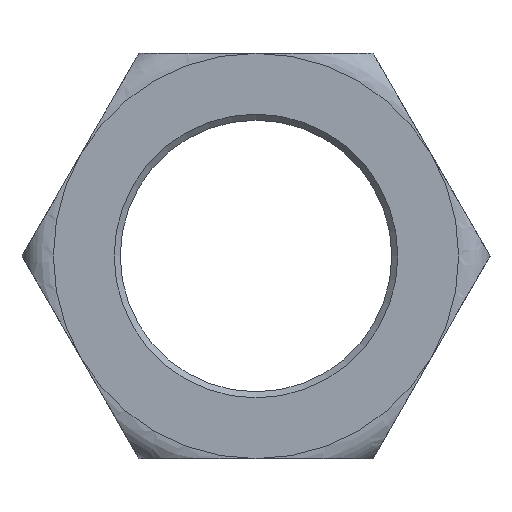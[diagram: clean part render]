
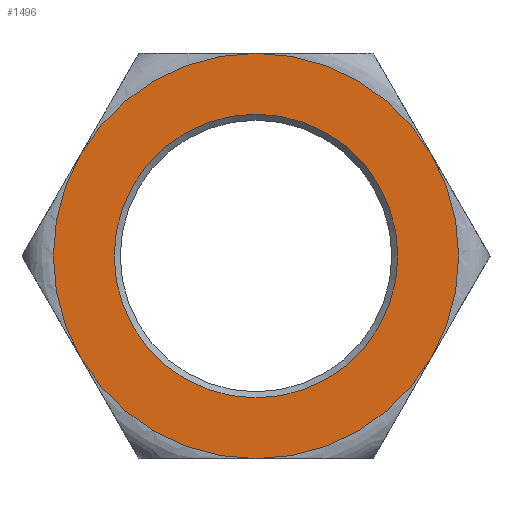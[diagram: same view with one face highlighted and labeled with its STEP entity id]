
A CAD part, front view. The second image highlights one B-rep face of the part: STEP entity #1496.
In plain terms, the highlighted planar face has unit normal (0, -1, 0).
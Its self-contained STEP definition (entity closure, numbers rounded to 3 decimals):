
#25 = ORIENTED_EDGE ( 'NONE', *, *, #1137, .F. ) ;
#29 = AXIS2_PLACEMENT_3D ( 'NONE', #1201, #820, #117 ) ;
#32 = EDGE_CURVE ( 'NONE', #1379, #1465, #1096, .T. ) ;
#76 = CARTESIAN_POINT ( 'NONE',  ( 86.603, -56., -50. ) ) ;
#86 = DIRECTION ( 'NONE',  ( 1., 0., 0. ) ) ;
#117 = DIRECTION ( 'NONE',  ( 1., 0., 0. ) ) ;
#148 = ORIENTED_EDGE ( 'NONE', *, *, #1074, .F. ) ;
#163 = AXIS2_PLACEMENT_3D ( 'NONE', #1192, #347, #702 ) ;
#169 = CARTESIAN_POINT ( 'NONE',  ( 0., -56., 0. ) ) ;
#178 = VERTEX_POINT ( 'NONE', #1535 ) ;
#185 = VERTEX_POINT ( 'NONE', #1463 ) ;
#202 = CARTESIAN_POINT ( 'NONE',  ( 57.735, -56., -100. ) ) ;
#215 = ORIENTED_EDGE ( 'NONE', *, *, #1556, .F. ) ;
#225 = LINE ( 'NONE', #240, #1443 ) ;
#240 = CARTESIAN_POINT ( 'NONE',  ( -115.47, -56., 0. ) ) ;
#252 = AXIS2_PLACEMENT_3D ( 'NONE', #346, #1328, #1199 ) ;
#268 = EDGE_CURVE ( 'NONE', #1465, #320, #1023, .T. ) ;
#281 = AXIS2_PLACEMENT_3D ( 'NONE', #169, #1405, #1259 ) ;
#318 = CARTESIAN_POINT ( 'NONE',  ( 86.603, -56., 50. ) ) ;
#320 = VERTEX_POINT ( 'NONE', #1505 ) ;
#334 = AXIS2_PLACEMENT_3D ( 'NONE', #908, #1269, #1311 ) ;
#346 = CARTESIAN_POINT ( 'NONE',  ( 0., -56., 0. ) ) ;
#347 = DIRECTION ( 'NONE',  ( 0., 1., 0. ) ) ;
#349 = EDGE_CURVE ( 'NONE', #1000, #1473, #1055, .T. ) ;
#371 = DIRECTION ( 'NONE',  ( 0.5, 0., -0.866 ) ) ;
#385 = CARTESIAN_POINT ( 'NONE',  ( 115.47, -56., 0. ) ) ;
#391 = CIRCLE ( 'NONE', #29, 100. ) ;
#439 = CARTESIAN_POINT ( 'NONE',  ( 0., -56., 0. ) ) ;
#441 = AXIS2_PLACEMENT_3D ( 'NONE', #439, #1175, #86 ) ;
#443 = VERTEX_POINT ( 'NONE', #1245 ) ;
#478 = CARTESIAN_POINT ( 'NONE',  ( -86.603, -56., 50. ) ) ;
#516 = CARTESIAN_POINT ( 'NONE',  ( 86.603, -56., -50. ) ) ;
#539 = CIRCLE ( 'NONE', #334, 100. ) ;
#565 = CIRCLE ( 'NONE', #441, 100. ) ;
#605 = ORIENTED_EDGE ( 'NONE', *, *, #268, .F. ) ;
#613 = ORIENTED_EDGE ( 'NONE', *, *, #1185, .F. ) ;
#661 = AXIS2_PLACEMENT_3D ( 'NONE', #1394, #1031, #1591 ) ;
#690 = CIRCLE ( 'NONE', #163, 100. ) ;
#702 = DIRECTION ( 'NONE',  ( 1., 0., 0. ) ) ;
#710 = CARTESIAN_POINT ( 'NONE',  ( 0., -56., 0. ) ) ;
#711 = VERTEX_POINT ( 'NONE', #1109 ) ;
#720 = CIRCLE ( 'NONE', #1024, 100. ) ;
#730 = ORIENTED_EDGE ( 'NONE', *, *, #1167, .F. ) ;
#738 = DIRECTION ( 'NONE',  ( 1., 0., 0. ) ) ;
#765 = VECTOR ( 'NONE', #1486, 1000. ) ;
#781 = CARTESIAN_POINT ( 'NONE',  ( -57.735, -56., 100. ) ) ;
#799 = DIRECTION ( 'NONE',  ( -1., 0., 0. ) ) ;
#819 = ORIENTED_EDGE ( 'NONE', *, *, #1145, .F. ) ;
#820 = DIRECTION ( 'NONE',  ( 0., 1., 0. ) ) ;
#846 = DIRECTION ( 'NONE',  ( 0.5, 0., 0.866 ) ) ;
#855 = CARTESIAN_POINT ( 'NONE',  ( 0., -56., 100. ) ) ;
#859 = ORIENTED_EDGE ( 'NONE', *, *, #1599, .F. ) ;
#892 = ORIENTED_EDGE ( 'NONE', *, *, #349, .F. ) ;
#908 = CARTESIAN_POINT ( 'NONE',  ( 0., -56., 0. ) ) ;
#913 = VECTOR ( 'NONE', #1315, 1000. ) ;
#915 = CIRCLE ( 'NONE', #252, 70. ) ;
#929 = LINE ( 'NONE', #202, #1550 ) ;
#959 = EDGE_CURVE ( 'NONE', #1473, #1327, #539, .T. ) ;
#1000 = VERTEX_POINT ( 'NONE', #1221 ) ;
#1007 = ORIENTED_EDGE ( 'NONE', *, *, #959, .F. ) ;
#1012 = ORIENTED_EDGE ( 'NONE', *, *, #32, .F. ) ;
#1023 = CIRCLE ( 'NONE', #281, 100. ) ;
#1024 = AXIS2_PLACEMENT_3D ( 'NONE', #710, #1354, #738 ) ;
#1031 = DIRECTION ( 'NONE',  ( 0., 1., 0. ) ) ;
#1047 = VERTEX_POINT ( 'NONE', #478 ) ;
#1055 = LINE ( 'NONE', #781, #913 ) ;
#1074 = EDGE_CURVE ( 'NONE', #1047, #1554, #225, .T. ) ;
#1096 = LINE ( 'NONE', #385, #765 ) ;
#1109 = CARTESIAN_POINT ( 'NONE',  ( 86.603, -56., 50. ) ) ;
#1137 = EDGE_CURVE ( 'NONE', #1327, #711, #1441, .T. ) ;
#1145 = EDGE_CURVE ( 'NONE', #443, #178, #690, .T. ) ;
#1167 = EDGE_CURVE ( 'NONE', #1554, #1000, #720, .T. ) ;
#1175 = DIRECTION ( 'NONE',  ( 0., 1., 0. ) ) ;
#1185 = EDGE_CURVE ( 'NONE', #178, #1047, #391, .T. ) ;
#1192 = CARTESIAN_POINT ( 'NONE',  ( 0., -56., 0. ) ) ;
#1199 = DIRECTION ( 'NONE',  ( 0., 0., 1. ) ) ;
#1201 = CARTESIAN_POINT ( 'NONE',  ( 0., -56., 0. ) ) ;
#1221 = CARTESIAN_POINT ( 'NONE',  ( 0., -56., 100. ) ) ;
#1245 = CARTESIAN_POINT ( 'NONE',  ( 0., -56., -100. ) ) ;
#1252 = PLANE ( 'NONE',  #661 ) ;
#1259 = DIRECTION ( 'NONE',  ( 1., 0., 0. ) ) ;
#1267 = FACE_BOUND ( 'NONE', #1523, .T. ) ;
#1269 = DIRECTION ( 'NONE',  ( 0., 1., 0. ) ) ;
#1311 = DIRECTION ( 'NONE',  ( 1., 0., 0. ) ) ;
#1315 = DIRECTION ( 'NONE',  ( 1., 0., 0. ) ) ;
#1327 = VERTEX_POINT ( 'NONE', #318 ) ;
#1328 = DIRECTION ( 'NONE',  ( 0., 1., 0. ) ) ;
#1345 = EDGE_CURVE ( 'NONE', #185, #185, #915, .T. ) ;
#1354 = DIRECTION ( 'NONE',  ( 0., 1., 0. ) ) ;
#1379 = VERTEX_POINT ( 'NONE', #516 ) ;
#1389 = FACE_OUTER_BOUND ( 'NONE', #1584, .T. ) ;
#1394 = CARTESIAN_POINT ( 'NONE',  ( 0., -56., 0. ) ) ;
#1397 = VECTOR ( 'NONE', #371, 1000. ) ;
#1405 = DIRECTION ( 'NONE',  ( 0., 1., 0. ) ) ;
#1441 = LINE ( 'NONE', #1593, #1397 ) ;
#1443 = VECTOR ( 'NONE', #846, 1000. ) ;
#1463 = CARTESIAN_POINT ( 'NONE',  ( 0., -56., 70. ) ) ;
#1465 = VERTEX_POINT ( 'NONE', #76 ) ;
#1473 = VERTEX_POINT ( 'NONE', #855 ) ;
#1486 = DIRECTION ( 'NONE',  ( -0.5, 0., -0.866 ) ) ;
#1496 = ADVANCED_FACE ( 'NONE', ( #1267, #1389 ), #1252, .F. ) ;
#1505 = CARTESIAN_POINT ( 'NONE',  ( 0., -56., -100. ) ) ;
#1523 = EDGE_LOOP ( 'NONE', ( #1566 ) ) ;
#1535 = CARTESIAN_POINT ( 'NONE',  ( -86.603, -56., -50. ) ) ;
#1550 = VECTOR ( 'NONE', #799, 1000. ) ;
#1554 = VERTEX_POINT ( 'NONE', #1562 ) ;
#1556 = EDGE_CURVE ( 'NONE', #320, #443, #929, .T. ) ;
#1562 = CARTESIAN_POINT ( 'NONE',  ( -86.603, -56., 50. ) ) ;
#1566 = ORIENTED_EDGE ( 'NONE', *, *, #1345, .T. ) ;
#1584 = EDGE_LOOP ( 'NONE', ( #605, #1012, #859, #25, #1007, #892, #730, #148, #613, #819, #215 ) ) ;
#1591 = DIRECTION ( 'NONE',  ( 0., 0., 1. ) ) ;
#1593 = CARTESIAN_POINT ( 'NONE',  ( 57.735, -56., 100. ) ) ;
#1599 = EDGE_CURVE ( 'NONE', #711, #1379, #565, .T. ) ;
